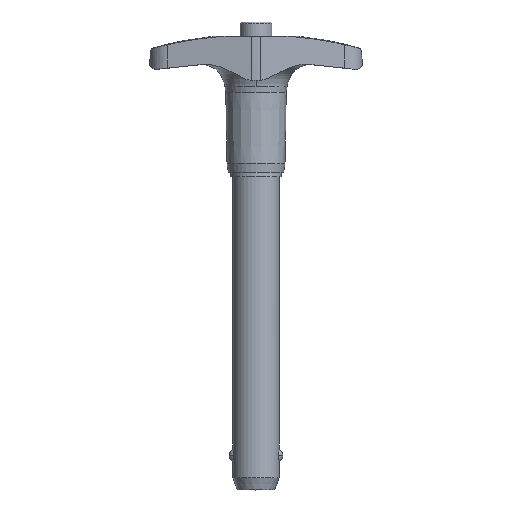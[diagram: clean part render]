
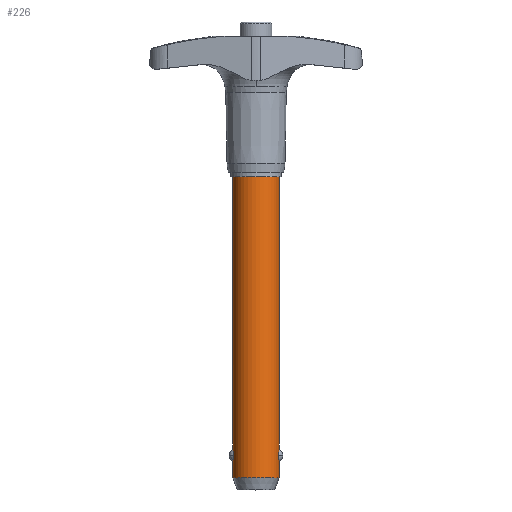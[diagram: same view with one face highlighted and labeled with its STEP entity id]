
A CAD part, top view. The second image highlights one B-rep face of the part: STEP entity #226.
In plain terms, the highlighted cylindrical face has radius 5.556 mm (diameter 11.113 mm), a partial arc.
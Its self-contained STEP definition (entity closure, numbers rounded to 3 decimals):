
#226=ADVANCED_FACE('',(#459),#460,.T.);
#459=FACE_OUTER_BOUND('',#694,.T.);
#460=CYLINDRICAL_SURFACE('',#695,5.556);
#694=EDGE_LOOP('',(#1351,#1352,#1353,#1354,#1355,#1356,#1357,#1358,#1359,#1360));
#695=AXIS2_PLACEMENT_3D('',#1361,#1362,#1363);
#1351=ORIENTED_EDGE('',*,*,#1642,.T.);
#1352=ORIENTED_EDGE('',*,*,#1691,.T.);
#1353=ORIENTED_EDGE('',*,*,#1698,.T.);
#1354=ORIENTED_EDGE('',*,*,#1646,.T.);
#1355=ORIENTED_EDGE('',*,*,#1625,.F.);
#1356=ORIENTED_EDGE('',*,*,#1645,.T.);
#1357=ORIENTED_EDGE('',*,*,#1688,.T.);
#1358=ORIENTED_EDGE('',*,*,#1584,.T.);
#1359=ORIENTED_EDGE('',*,*,#1643,.T.);
#1360=ORIENTED_EDGE('',*,*,#1470,.T.);
#1361=CARTESIAN_POINT('',(0.0,-37.846,0.0));
#1362=DIRECTION('',(-0.0,1.0,0.0));
#1363=DIRECTION('',(1.0,0.0,0.0));
#1470=EDGE_CURVE('',#1779,#1777,#1780,.T.);
#1584=EDGE_CURVE('',#1960,#1963,#1965,.T.);
#1625=EDGE_CURVE('',#2021,#2020,#2023,.T.);
#1642=EDGE_CURVE('',#1777,#2045,#2046,.T.);
#1643=EDGE_CURVE('',#1963,#1779,#2047,.T.);
#1645=EDGE_CURVE('',#2021,#2048,#2050,.T.);
#1646=EDGE_CURVE('',#2051,#2020,#2052,.T.);
#1688=EDGE_CURVE('',#2048,#1960,#2106,.T.);
#1691=EDGE_CURVE('',#2045,#2108,#2110,.T.);
#1698=EDGE_CURVE('',#2108,#2051,#2118,.T.);
#1777=VERTEX_POINT('',#2413);
#1779=VERTEX_POINT('',#2416);
#1780=CIRCLE('',#2417,5.556);
#1960=VERTEX_POINT('',#3163);
#1963=VERTEX_POINT('',#3166);
#1965=B_SPLINE_CURVE_WITH_KNOTS('',3,(#3181,#3182,#3183,#3184,#3185,#3186,#3187,#3188,#3189,#3190,#3191,#3192,#3193,#3194),.UNSPECIFIED.,.F.,.F.,(4,2,2,2,2,2,4),(0.0,0.475,0.949,1.169,1.388,1.754,2.12),.UNSPECIFIED.);
#2020=VERTEX_POINT('',#3308);
#2021=VERTEX_POINT('',#3309);
#2023=CIRCLE('',#3311,5.556);
#2045=VERTEX_POINT('',#3415);
#2046=LINE('',#3416,#3417);
#2047=LINE('',#3418,#3419);
#2048=VERTEX_POINT('',#3420);
#2050=LINE('',#3435,#3436);
#2051=VERTEX_POINT('',#3437);
#2052=LINE('',#3438,#3439);
#2106=B_SPLINE_CURVE_WITH_KNOTS('',3,(#3682,#3683,#3684,#3685,#3686,#3687,#3688,#3689,#3690,#3691,#3692,#3693,#3694,#3695),.UNSPECIFIED.,.F.,.F.,(4,2,2,2,2,2,4),(6.359,6.724,7.09,7.309,7.529,8.003,8.478),.UNSPECIFIED.);
#2108=VERTEX_POINT('',#3697);
#2110=B_SPLINE_CURVE_WITH_KNOTS('',3,(#3699,#3700,#3701,#3702,#3703,#3704,#3705,#3706,#3707,#3708,#3709,#3710,#3711,#3712),.UNSPECIFIED.,.F.,.F.,(4,2,2,2,2,2,4),(2.12,2.485,2.851,3.07,3.29,3.764,4.239),.UNSPECIFIED.);
#2118=B_SPLINE_CURVE_WITH_KNOTS('',3,(#3754,#3755,#3756,#3757,#3758,#3759,#3760,#3761,#3762,#3763,#3764,#3765,#3766,#3767),.UNSPECIFIED.,.F.,.F.,(4,2,2,2,2,2,4),(4.239,4.714,5.188,5.408,5.627,5.993,6.359),.UNSPECIFIED.);
#2413=CARTESIAN_POINT('',(5.556,-72.796,0.0));
#2416=CARTESIAN_POINT('',(-5.556,-72.796,0.));
#2417=AXIS2_PLACEMENT_3D('',#3931,#3932,#3933);
#3163=CARTESIAN_POINT('',(-5.365,-67.418,1.446));
#3166=CARTESIAN_POINT('',(-5.556,-68.797,0.));
#3181=CARTESIAN_POINT('',(-5.365,-67.418,1.446));
#3182=CARTESIAN_POINT('',(-5.365,-67.576,1.446));
#3183=CARTESIAN_POINT('',(-5.373,-67.745,1.416));
#3184=CARTESIAN_POINT('',(-5.404,-68.059,1.294));
#3185=CARTESIAN_POINT('',(-5.426,-68.203,1.203));
#3186=CARTESIAN_POINT('',(-5.456,-68.373,1.049));
#3187=CARTESIAN_POINT('',(-5.467,-68.428,0.992));
#3188=CARTESIAN_POINT('',(-5.488,-68.527,0.868));
#3189=CARTESIAN_POINT('',(-5.499,-68.571,0.801));
#3190=CARTESIAN_POINT('',(-5.521,-68.665,0.632));
#3191=CARTESIAN_POINT('',(-5.534,-68.716,0.509));
#3192=CARTESIAN_POINT('',(-5.552,-68.781,0.254));
#3193=CARTESIAN_POINT('',(-5.556,-68.797,0.122));
#3194=CARTESIAN_POINT('',(-5.556,-68.797,0.));
#3308=CARTESIAN_POINT('',(5.556,0.0,0.0));
#3309=CARTESIAN_POINT('',(-5.556,0.0,0.));
#3311=AXIS2_PLACEMENT_3D('',#4132,#4133,#4134);
#3415=CARTESIAN_POINT('',(5.556,-68.797,0.));
#3416=CARTESIAN_POINT('',(5.556,-37.846,0.));
#3417=VECTOR('',#4146,1.0);
#3418=CARTESIAN_POINT('',(-5.556,-37.846,0.));
#3419=VECTOR('',#4147,1.0);
#3420=CARTESIAN_POINT('',(-5.556,-66.04,0.));
#3435=CARTESIAN_POINT('',(-5.556,-37.846,0.));
#3436=VECTOR('',#4148,1.0);
#3437=CARTESIAN_POINT('',(5.556,-66.04,0.));
#3438=CARTESIAN_POINT('',(5.556,-37.846,0.));
#3439=VECTOR('',#4149,1.0);
#3682=CARTESIAN_POINT('',(-5.556,-66.04,0.));
#3683=CARTESIAN_POINT('',(-5.556,-66.04,0.122));
#3684=CARTESIAN_POINT('',(-5.552,-66.055,0.254));
#3685=CARTESIAN_POINT('',(-5.534,-66.121,0.509));
#3686=CARTESIAN_POINT('',(-5.521,-66.171,0.632));
#3687=CARTESIAN_POINT('',(-5.499,-66.266,0.801));
#3688=CARTESIAN_POINT('',(-5.488,-66.31,0.868));
#3689=CARTESIAN_POINT('',(-5.467,-66.408,0.992));
#3690=CARTESIAN_POINT('',(-5.456,-66.463,1.049));
#3691=CARTESIAN_POINT('',(-5.426,-66.634,1.203));
#3692=CARTESIAN_POINT('',(-5.404,-66.778,1.294));
#3693=CARTESIAN_POINT('',(-5.373,-67.091,1.416));
#3694=CARTESIAN_POINT('',(-5.365,-67.26,1.446));
#3695=CARTESIAN_POINT('',(-5.365,-67.418,1.446));
#3697=CARTESIAN_POINT('',(5.365,-67.418,1.446));
#3699=CARTESIAN_POINT('',(5.556,-68.797,0.));
#3700=CARTESIAN_POINT('',(5.556,-68.797,0.122));
#3701=CARTESIAN_POINT('',(5.552,-68.781,0.254));
#3702=CARTESIAN_POINT('',(5.534,-68.716,0.509));
#3703=CARTESIAN_POINT('',(5.521,-68.665,0.632));
#3704=CARTESIAN_POINT('',(5.499,-68.571,0.801));
#3705=CARTESIAN_POINT('',(5.488,-68.527,0.868));
#3706=CARTESIAN_POINT('',(5.467,-68.428,0.992));
#3707=CARTESIAN_POINT('',(5.456,-68.373,1.049));
#3708=CARTESIAN_POINT('',(5.426,-68.203,1.203));
#3709=CARTESIAN_POINT('',(5.404,-68.059,1.294));
#3710=CARTESIAN_POINT('',(5.373,-67.745,1.416));
#3711=CARTESIAN_POINT('',(5.365,-67.576,1.446));
#3712=CARTESIAN_POINT('',(5.365,-67.418,1.446));
#3754=CARTESIAN_POINT('',(5.365,-67.418,1.446));
#3755=CARTESIAN_POINT('',(5.365,-67.26,1.446));
#3756=CARTESIAN_POINT('',(5.373,-67.091,1.416));
#3757=CARTESIAN_POINT('',(5.404,-66.778,1.294));
#3758=CARTESIAN_POINT('',(5.426,-66.634,1.203));
#3759=CARTESIAN_POINT('',(5.456,-66.463,1.049));
#3760=CARTESIAN_POINT('',(5.467,-66.408,0.992));
#3761=CARTESIAN_POINT('',(5.488,-66.31,0.868));
#3762=CARTESIAN_POINT('',(5.499,-66.266,0.801));
#3763=CARTESIAN_POINT('',(5.521,-66.171,0.632));
#3764=CARTESIAN_POINT('',(5.534,-66.121,0.509));
#3765=CARTESIAN_POINT('',(5.552,-66.055,0.254));
#3766=CARTESIAN_POINT('',(5.556,-66.04,0.122));
#3767=CARTESIAN_POINT('',(5.556,-66.04,0.));
#3931=CARTESIAN_POINT('',(0.0,-72.796,0.0));
#3932=DIRECTION('',(0.,1.0,0.0));
#3933=DIRECTION('',(1.0,0.,0.0));
#4132=CARTESIAN_POINT('',(0.0,0.0,0.0));
#4133=DIRECTION('',(-0.0,1.0,0.0));
#4134=DIRECTION('',(1.0,0.0,0.0));
#4146=DIRECTION('',(0.0,1.0,0.0));
#4147=DIRECTION('',(-0.0,-1.0,-0.0));
#4148=DIRECTION('',(-0.0,-1.0,-0.0));
#4149=DIRECTION('',(0.0,1.0,0.0));
